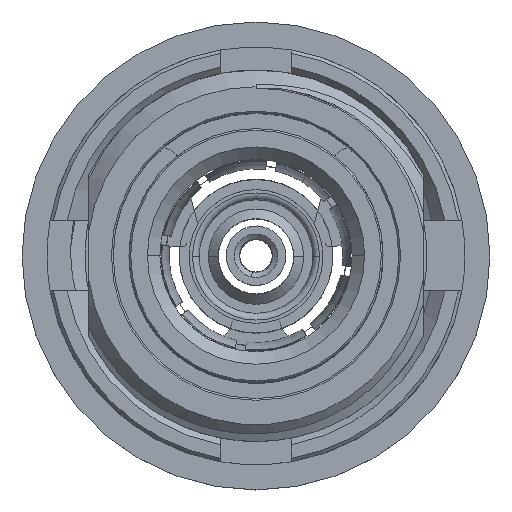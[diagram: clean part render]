
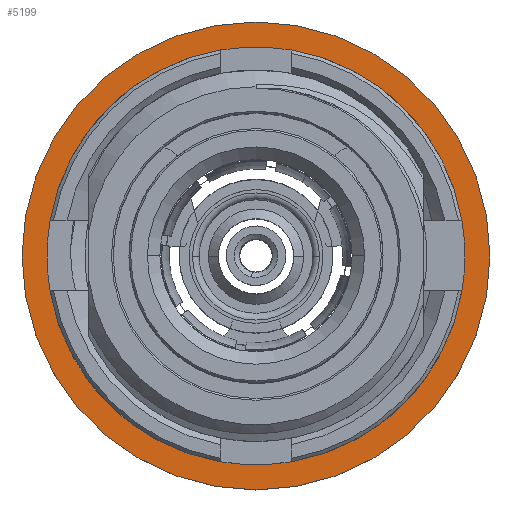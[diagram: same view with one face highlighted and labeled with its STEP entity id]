
A CAD part, top view. The second image highlights one B-rep face of the part: STEP entity #5199.
In plain terms, the highlighted planar face has unit normal (0, 0, 1).
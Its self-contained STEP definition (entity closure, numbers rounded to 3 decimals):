
#64 = VERTEX_POINT ( 'NONE', #6517 ) ;
#218 = DIRECTION ( 'NONE',  ( 0., 0., 1. ) ) ;
#282 = DIRECTION ( 'NONE',  ( 1., 0., 0. ) ) ;
#387 = DIRECTION ( 'NONE',  ( 0., 0., 1. ) ) ;
#466 = VERTEX_POINT ( 'NONE', #8697 ) ;
#798 = DIRECTION ( 'NONE',  ( 0., 0., 1. ) ) ;
#1423 = EDGE_CURVE ( 'NONE', #466, #5699, #4789, .T. ) ;
#1439 = CIRCLE ( 'NONE', #8497, 5.625 ) ;
#2927 = DIRECTION ( 'NONE',  ( 0., 0., 1. ) ) ;
#3107 = CARTESIAN_POINT ( 'NONE',  ( 0., 0., 11.6 ) ) ;
#3230 = EDGE_LOOP ( 'NONE', ( #5588, #3352 ) ) ;
#3352 = ORIENTED_EDGE ( 'NONE', *, *, #3545, .T. ) ;
#3545 = EDGE_CURVE ( 'NONE', #5699, #466, #11793, .T. ) ;
#3551 = FACE_OUTER_BOUND ( 'NONE', #3230, .T. ) ;
#4789 = CIRCLE ( 'NONE', #11451, 7. ) ;
#4941 = AXIS2_PLACEMENT_3D ( 'NONE', #12155, #798, #11126 ) ;
#5148 = CIRCLE ( 'NONE', #10060, 5.625 ) ;
#5199 = ADVANCED_FACE ( 'NONE', ( #3551, #8292 ), #8414, .T. ) ;
#5353 = EDGE_CURVE ( 'NONE', #9482, #64, #5148, .T. ) ;
#5588 = ORIENTED_EDGE ( 'NONE', *, *, #1423, .T. ) ;
#5699 = VERTEX_POINT ( 'NONE', #10403 ) ;
#5812 = CARTESIAN_POINT ( 'NONE',  ( 0., 0., 11.6 ) ) ;
#5975 = DIRECTION ( 'NONE',  ( 1., 0., 0. ) ) ;
#6517 = CARTESIAN_POINT ( 'NONE',  ( 5.625, 0., 11.6 ) ) ;
#6646 = ORIENTED_EDGE ( 'NONE', *, *, #5353, .F. ) ;
#6668 = EDGE_CURVE ( 'NONE', #64, #9482, #1439, .T. ) ;
#6681 = DIRECTION ( 'NONE',  ( 1., 0., 0. ) ) ;
#6957 = CARTESIAN_POINT ( 'NONE',  ( -5.625, 0., 11.6 ) ) ;
#6992 = DIRECTION ( 'NONE',  ( 1., 0., 0. ) ) ;
#7056 = CARTESIAN_POINT ( 'NONE',  ( 0., 0., 11.6 ) ) ;
#8292 = FACE_BOUND ( 'NONE', #9217, .T. ) ;
#8414 = PLANE ( 'NONE',  #4941 ) ;
#8497 = AXIS2_PLACEMENT_3D ( 'NONE', #7056, #10011, #6992 ) ;
#8697 = CARTESIAN_POINT ( 'NONE',  ( -7., 0., 11.6 ) ) ;
#8786 = ORIENTED_EDGE ( 'NONE', *, *, #6668, .F. ) ;
#9217 = EDGE_LOOP ( 'NONE', ( #8786, #6646 ) ) ;
#9482 = VERTEX_POINT ( 'NONE', #6957 ) ;
#10011 = DIRECTION ( 'NONE',  ( 0., 0., 1. ) ) ;
#10060 = AXIS2_PLACEMENT_3D ( 'NONE', #3107, #2927, #6681 ) ;
#10403 = CARTESIAN_POINT ( 'NONE',  ( 7., 0., 11.6 ) ) ;
#10645 = CARTESIAN_POINT ( 'NONE',  ( 0., 0., 11.6 ) ) ;
#11126 = DIRECTION ( 'NONE',  ( 1., 0., 0. ) ) ;
#11451 = AXIS2_PLACEMENT_3D ( 'NONE', #5812, #218, #282 ) ;
#11597 = AXIS2_PLACEMENT_3D ( 'NONE', #10645, #387, #5975 ) ;
#11793 = CIRCLE ( 'NONE', #11597, 7. ) ;
#12155 = CARTESIAN_POINT ( 'NONE',  ( 0., 0., 11.6 ) ) ;
